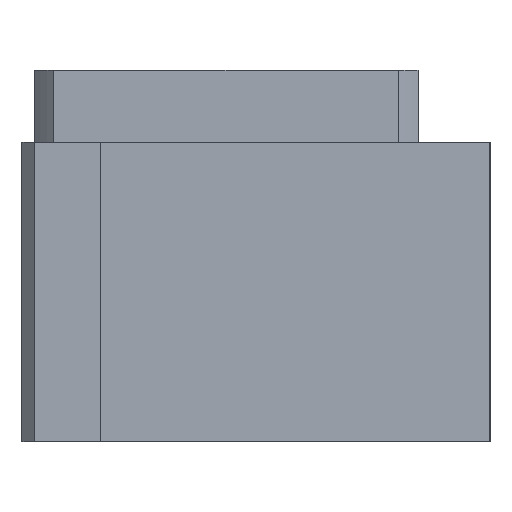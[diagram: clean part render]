
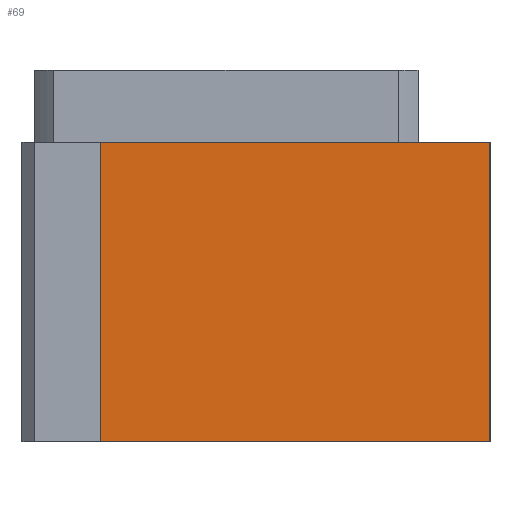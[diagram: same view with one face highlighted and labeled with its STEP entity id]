
A CAD part, left-side view. The second image highlights one B-rep face of the part: STEP entity #69.
In plain terms, the highlighted planar face has unit normal (-1, 0, 0).
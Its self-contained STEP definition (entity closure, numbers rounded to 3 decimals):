
#68 = VECTOR ( 'NONE', #5663, 1000. ) ;
#69 = ADVANCED_FACE ( 'NONE', ( #4875 ), #3191, .T. ) ;
#244 = ORIENTED_EDGE ( 'NONE', *, *, #5668, .T. ) ;
#601 = LINE ( 'NONE', #6314, #68 ) ;
#629 = CARTESIAN_POINT ( 'NONE',  ( -30., -22., 0. ) ) ;
#934 = DIRECTION ( 'NONE',  ( 0., 0., 1. ) ) ;
#973 = CARTESIAN_POINT ( 'NONE',  ( -30., -22., -25. ) ) ;
#1226 = DIRECTION ( 'NONE',  ( 0., 0., 1. ) ) ;
#1291 = LINE ( 'NONE', #629, #5652 ) ;
#1594 = CARTESIAN_POINT ( 'NONE',  ( -30., 10.5, -25. ) ) ;
#1888 = DIRECTION ( 'NONE',  ( -1., 0., 0. ) ) ;
#2047 = VERTEX_POINT ( 'NONE', #6351 ) ;
#2259 = LINE ( 'NONE', #1594, #4876 ) ;
#2536 = CARTESIAN_POINT ( 'NONE',  ( -30., -22., -25. ) ) ;
#2830 = DIRECTION ( 'NONE',  ( 0., 0., 1. ) ) ;
#3182 = EDGE_CURVE ( 'NONE', #5885, #2047, #1291, .T. ) ;
#3191 = PLANE ( 'NONE',  #5041 ) ;
#3255 = ORIENTED_EDGE ( 'NONE', *, *, #3589, .F. ) ;
#3269 = VERTEX_POINT ( 'NONE', #973 ) ;
#3281 = CARTESIAN_POINT ( 'NONE',  ( -30., 10.5, -25. ) ) ;
#3337 = CARTESIAN_POINT ( 'NONE',  ( -30., 10.5, 0. ) ) ;
#3462 = CARTESIAN_POINT ( 'NONE',  ( -30., -22., -25. ) ) ;
#3589 = EDGE_CURVE ( 'NONE', #3676, #5885, #2259, .T. ) ;
#3607 = ORIENTED_EDGE ( 'NONE', *, *, #4548, .T. ) ;
#3676 = VERTEX_POINT ( 'NONE', #3281 ) ;
#4110 = LINE ( 'NONE', #3462, #6154 ) ;
#4548 = EDGE_CURVE ( 'NONE', #3269, #2047, #4110, .T. ) ;
#4875 = FACE_OUTER_BOUND ( 'NONE', #5734, .T. ) ;
#4876 = VECTOR ( 'NONE', #934, 1000. ) ;
#5041 = AXIS2_PLACEMENT_3D ( 'NONE', #2536, #1888, #1226 ) ;
#5643 = ORIENTED_EDGE ( 'NONE', *, *, #3182, .F. ) ;
#5652 = VECTOR ( 'NONE', #6335, 1000. ) ;
#5663 = DIRECTION ( 'NONE',  ( 0., -1., 0. ) ) ;
#5668 = EDGE_CURVE ( 'NONE', #3676, #3269, #601, .T. ) ;
#5734 = EDGE_LOOP ( 'NONE', ( #5643, #3255, #244, #3607 ) ) ;
#5885 = VERTEX_POINT ( 'NONE', #3337 ) ;
#6154 = VECTOR ( 'NONE', #2830, 1000. ) ;
#6314 = CARTESIAN_POINT ( 'NONE',  ( -30., -22., -25. ) ) ;
#6335 = DIRECTION ( 'NONE',  ( 0., -1., 0. ) ) ;
#6351 = CARTESIAN_POINT ( 'NONE',  ( -30., -22., 0. ) ) ;
